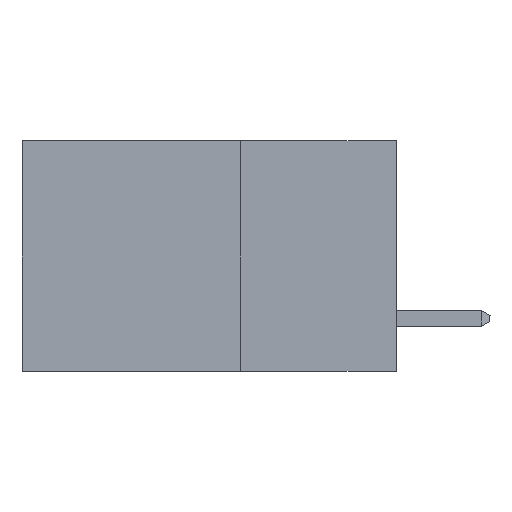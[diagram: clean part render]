
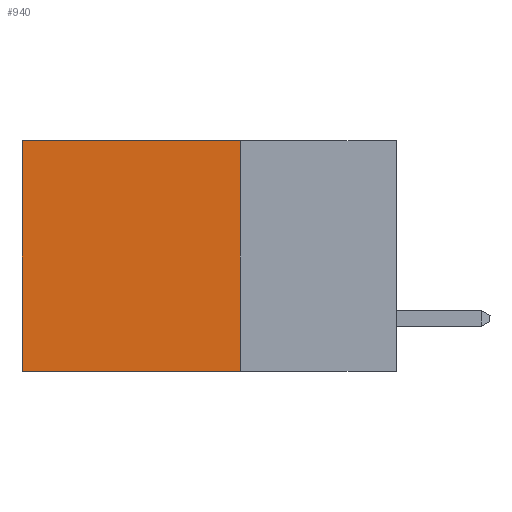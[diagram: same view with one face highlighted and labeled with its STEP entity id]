
A CAD part, left-side view. The second image highlights one B-rep face of the part: STEP entity #940.
In plain terms, the highlighted planar face has unit normal (-1, 0, 0).
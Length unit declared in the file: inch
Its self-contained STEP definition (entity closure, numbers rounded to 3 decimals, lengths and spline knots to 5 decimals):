
#788 = LINE ( 'NONE', #2365, #11395 ) ;
#792 = CARTESIAN_POINT ( 'NONE',  ( 0.2615, 0.25, -0.37 ) ) ;
#906 = DIRECTION ( 'NONE',  ( 0., 1., 0. ) ) ;
#940 = ADVANCED_FACE ( 'NONE', ( #4855 ), #2993, .F. ) ;
#976 = VERTEX_POINT ( 'NONE', #8269 ) ;
#1071 = ORIENTED_EDGE ( 'NONE', *, *, #8620, .F. ) ;
#1616 = DIRECTION ( 'NONE',  ( 0., 0., -1. ) ) ;
#2365 = CARTESIAN_POINT ( 'NONE',  ( 0.2615, 0.6, -0.37 ) ) ;
#2382 = VECTOR ( 'NONE', #7547, 39.37008 ) ;
#2993 = PLANE ( 'NONE',  #7948 ) ;
#3585 = LINE ( 'NONE', #10727, #6194 ) ;
#3829 = DIRECTION ( 'NONE',  ( 0., 0., -1. ) ) ;
#4611 = VECTOR ( 'NONE', #3829, 39.37008 ) ;
#4855 = FACE_OUTER_BOUND ( 'NONE', #8038, .T. ) ;
#5266 = ORIENTED_EDGE ( 'NONE', *, *, #7288, .T. ) ;
#5460 = VERTEX_POINT ( 'NONE', #5599 ) ;
#5599 = CARTESIAN_POINT ( 'NONE',  ( 0.2615, 0.6, 0. ) ) ;
#5823 = ORIENTED_EDGE ( 'NONE', *, *, #11097, .F. ) ;
#6194 = VECTOR ( 'NONE', #906, 39.37008 ) ;
#6396 = LINE ( 'NONE', #10843, #4611 ) ;
#6488 = DIRECTION ( 'NONE',  ( 1., 0., 0. ) ) ;
#6540 = CARTESIAN_POINT ( 'NONE',  ( 0.2615, 0.25, -0.37 ) ) ;
#6567 = CARTESIAN_POINT ( 'NONE',  ( 0.2615, 0.25, 0. ) ) ;
#7288 = EDGE_CURVE ( 'NONE', #5460, #7853, #788, .T. ) ;
#7547 = DIRECTION ( 'NONE',  ( 0., 1., 0. ) ) ;
#7853 = VERTEX_POINT ( 'NONE', #8077 ) ;
#7948 = AXIS2_PLACEMENT_3D ( 'NONE', #6540, #6488, #8211 ) ;
#8038 = EDGE_LOOP ( 'NONE', ( #5266, #1071, #5823, #9974 ) ) ;
#8077 = CARTESIAN_POINT ( 'NONE',  ( 0.2615, 0.6, -0.37 ) ) ;
#8211 = DIRECTION ( 'NONE',  ( 0., 0., -1. ) ) ;
#8269 = CARTESIAN_POINT ( 'NONE',  ( 0.2615, 0.25, 0. ) ) ;
#8620 = EDGE_CURVE ( 'NONE', #9854, #7853, #3585, .T. ) ;
#9174 = LINE ( 'NONE', #6567, #2382 ) ;
#9854 = VERTEX_POINT ( 'NONE', #792 ) ;
#9974 = ORIENTED_EDGE ( 'NONE', *, *, #10594, .T. ) ;
#10594 = EDGE_CURVE ( 'NONE', #976, #5460, #9174, .T. ) ;
#10727 = CARTESIAN_POINT ( 'NONE',  ( 0.2615, 0.25, -0.37 ) ) ;
#10843 = CARTESIAN_POINT ( 'NONE',  ( 0.2615, 0.25, -0.37 ) ) ;
#11097 = EDGE_CURVE ( 'NONE', #976, #9854, #6396, .T. ) ;
#11395 = VECTOR ( 'NONE', #1616, 39.37008 ) ;
